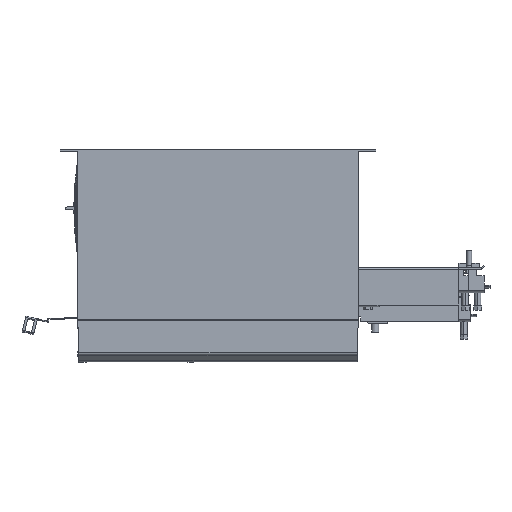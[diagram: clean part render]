
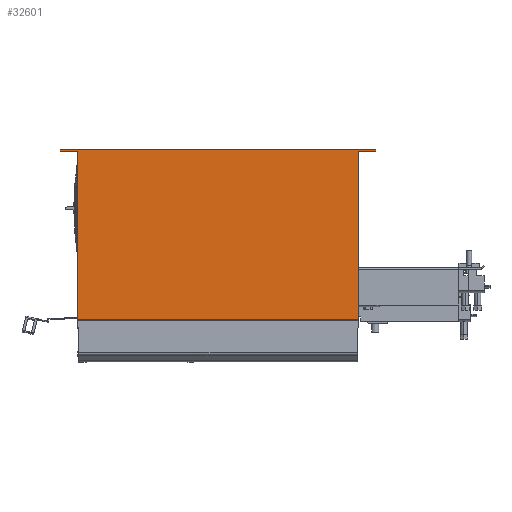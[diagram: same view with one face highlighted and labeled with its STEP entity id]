
A CAD part, front view. The second image highlights one B-rep face of the part: STEP entity #32601.
In plain terms, the highlighted planar face has unit normal (0, -1, 0).
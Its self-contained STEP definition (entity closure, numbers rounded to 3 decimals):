
#118=DIRECTION('',(0.,0.,-1.));
#119=VECTOR('',#118,213.);
#120=CARTESIAN_POINT('',(-177.5,-165.,0.));
#121=LINE('',#120,#119);
#2179=DIRECTION('',(0.019,0.,1.));
#2180=VECTOR('',#2179,1.155);
#2181=CARTESIAN_POINT('',(177.476,-165.,-213.2));
#2182=LINE('',#2181,#2180);
#2224=DIRECTION('',(0.,0.,1.));
#2225=VECTOR('',#2224,212.045);
#2226=CARTESIAN_POINT('',(177.497,-165.,-212.045));
#2227=LINE('',#2226,#2225);
#3123=CARTESIAN_POINT('',(-177.52,-165.,-213.2));
#3124=CARTESIAN_POINT('',(-177.522,-165.,-213.133));
#3125=CARTESIAN_POINT('',(-177.51,-165.,-213.067));
#3126=CARTESIAN_POINT('',(-177.512,-165.,-213.));
#3128=DIRECTION('',(0.,0.,1.));
#3129=VECTOR('',#3128,2.);
#3130=CARTESIAN_POINT('',(-199.5,-165.,0.));
#3131=LINE('',#3130,#3129);
#3132=DIRECTION('',(1.,0.,0.));
#3133=VECTOR('',#3132,399.);
#3134=CARTESIAN_POINT('',(-199.5,-165.,2.));
#3135=LINE('',#3134,#3133);
#3140=DIRECTION('',(1.,0.,0.));
#3141=VECTOR('',#3140,354.996);
#3142=CARTESIAN_POINT('',(-177.52,-165.,-213.2));
#3143=LINE('',#3142,#3141);
#3181=DIRECTION('',(1.,0.,0.));
#3182=VECTOR('',#3181,22.);
#3183=CARTESIAN_POINT('',(-199.5,-165.,0.));
#3184=LINE('',#3183,#3182);
#3245=DIRECTION('',(1.,0.,0.));
#3246=VECTOR('',#3245,22.001);
#3247=CARTESIAN_POINT('',(177.499,-165.,0.));
#3248=LINE('',#3247,#3246);
#3293=DIRECTION('',(0.,0.,1.));
#3294=VECTOR('',#3293,2.);
#3295=CARTESIAN_POINT('',(199.5,-165.,0.));
#3296=LINE('',#3295,#3294);
#22340=CARTESIAN_POINT('',(-177.5,-165.,0.));
#22341=VERTEX_POINT('',#22340);
#22342=CARTESIAN_POINT('',(-177.512,-165.,-213.));
#22343=VERTEX_POINT('',#22342);
#22965=CARTESIAN_POINT('',(-177.52,-165.,-213.2));
#22966=CARTESIAN_POINT('',(177.476,-165.,-213.2));
#22967=VERTEX_POINT('',#22965);
#22968=VERTEX_POINT('',#22966);
#22969=CARTESIAN_POINT('',(-199.5,-165.,0.));
#22970=VERTEX_POINT('',#22969);
#22971=CARTESIAN_POINT('',(-199.5,-165.,2.));
#22972=VERTEX_POINT('',#22971);
#22973=CARTESIAN_POINT('',(199.5,-165.,2.));
#22974=VERTEX_POINT('',#22973);
#22975=CARTESIAN_POINT('',(199.5,-165.,0.));
#22976=VERTEX_POINT('',#22975);
#22977=CARTESIAN_POINT('',(177.499,-165.,0.));
#22978=VERTEX_POINT('',#22977);
#22979=CARTESIAN_POINT('',(177.497,-165.,-212.045));
#22980=VERTEX_POINT('',#22979);
#32578=CARTESIAN_POINT('',(0.,-165.,1.));
#32579=DIRECTION('',(0.,1.,0.));
#32580=DIRECTION('',(1.,0.,0.));
#32581=AXIS2_PLACEMENT_3D('',#32578,#32579,#32580);
#32582=PLANE('',#32581);
#32584=ORIENTED_EDGE('',*,*,#32583,.F.);
#32585=ORIENTED_EDGE('',*,*,#31782,.T.);
#32586=ORIENTED_EDGE('',*,*,#29020,.F.);
#32588=ORIENTED_EDGE('',*,*,#32587,.F.);
#32590=ORIENTED_EDGE('',*,*,#32589,.T.);
#32592=ORIENTED_EDGE('',*,*,#32591,.T.);
#32594=ORIENTED_EDGE('',*,*,#32593,.F.);
#32596=ORIENTED_EDGE('',*,*,#32595,.F.);
#32597=ORIENTED_EDGE('',*,*,#31972,.F.);
#32598=ORIENTED_EDGE('',*,*,#31932,.F.);
#32599=EDGE_LOOP('',(#32584,#32585,#32586,#32588,#32590,#32592,#32594,#32596,
#32597,#32598));
#32600=FACE_OUTER_BOUND('',#32599,.F.);
#32601=ADVANCED_FACE('',(#32600),#32582,.F.);
#3127=B_SPLINE_CURVE_WITH_KNOTS('',3,(#3123,#3124,#3125,#3126),.UNSPECIFIED.,
.F.,.F.,(4,4),(0.,1.),.UNSPECIFIED.);
#29020=EDGE_CURVE('',#22341,#22343,#121,.T.);
#31782=EDGE_CURVE('',#22967,#22343,#3127,.T.);
#31932=EDGE_CURVE('',#22968,#22980,#2182,.T.);
#31972=EDGE_CURVE('',#22980,#22978,#2227,.T.);
#32583=EDGE_CURVE('',#22967,#22968,#3143,.T.);
#32587=EDGE_CURVE('',#22970,#22341,#3184,.T.);
#32589=EDGE_CURVE('',#22970,#22972,#3131,.T.);
#32591=EDGE_CURVE('',#22972,#22974,#3135,.T.);
#32593=EDGE_CURVE('',#22976,#22974,#3296,.T.);
#32595=EDGE_CURVE('',#22978,#22976,#3248,.T.);
